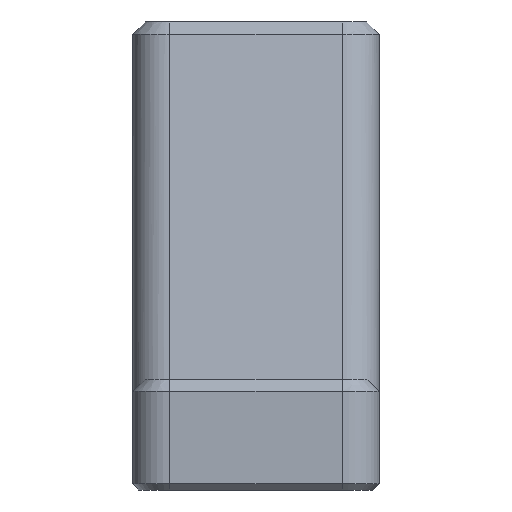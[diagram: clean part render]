
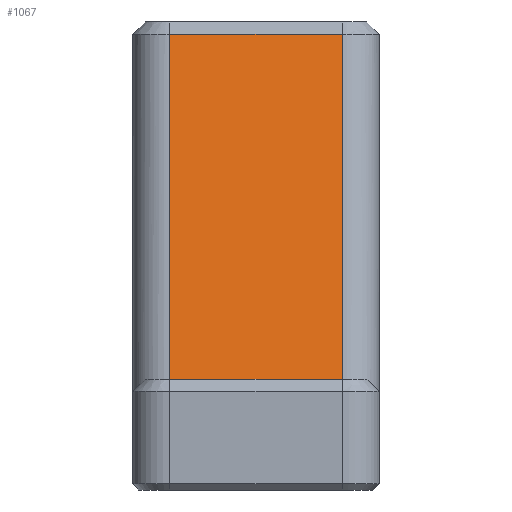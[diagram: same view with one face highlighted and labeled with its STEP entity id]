
A CAD part, left-side view. The second image highlights one B-rep face of the part: STEP entity #1067.
In plain terms, the highlighted planar face has unit normal (-0.986, 0, 0.17).
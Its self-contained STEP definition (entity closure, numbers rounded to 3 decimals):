
#77=PLANE('',#1193);
#141=FACE_OUTER_BOUND('',#212,.T.);
#212=EDGE_LOOP('',(#969,#970,#971,#972));
#306=LINE('',#1660,#398);
#327=LINE('',#1756,#419);
#355=LINE('',#1908,#447);
#356=LINE('',#1910,#448);
#398=VECTOR('',#1339,10.);
#419=VECTOR('',#1404,10.);
#447=VECTOR('',#1498,10.);
#448=VECTOR('',#1501,10.);
#498=VERTEX_POINT('',#1657);
#499=VERTEX_POINT('',#1659);
#515=VERTEX_POINT('',#1738);
#517=VERTEX_POINT('',#1752);
#607=EDGE_CURVE('',#499,#498,#306,.T.);
#641=EDGE_CURVE('',#515,#517,#327,.T.);
#686=EDGE_CURVE('',#517,#498,#355,.T.);
#687=EDGE_CURVE('',#499,#515,#356,.T.);
#969=ORIENTED_EDGE('',*,*,#641,.F.);
#970=ORIENTED_EDGE('',*,*,#687,.F.);
#971=ORIENTED_EDGE('',*,*,#607,.T.);
#972=ORIENTED_EDGE('',*,*,#686,.F.);
#1067=ADVANCED_FACE('',(#141),#77,.T.);
#1193=AXIS2_PLACEMENT_3D('',#1911,#1502,#1503);
#1339=DIRECTION('',(0.,-1.,0.));
#1404=DIRECTION('',(0.,-1.,0.));
#1498=DIRECTION('',(-0.17,0.,-0.985));
#1501=DIRECTION('',(0.17,0.,0.985));
#1502=DIRECTION('center_axis',(-0.985,0.,0.17));
#1503=DIRECTION('ref_axis',(0.17,0.,0.985));
#1657=CARTESIAN_POINT('',(35.,3.,9.));
#1659=CARTESIAN_POINT('',(35.,17.,9.));
#1660=CARTESIAN_POINT('',(35.,15.,9.));
#1738=CARTESIAN_POINT('',(39.83,17.,37.015));
#1752=CARTESIAN_POINT('',(39.83,3.,37.015));
#1756=CARTESIAN_POINT('',(39.83,12.5,37.015));
#1908=CARTESIAN_POINT('',(34.991,3.,8.95));
#1910=CARTESIAN_POINT('',(35.857,17.,13.973));
#1911=CARTESIAN_POINT('Origin',(37.5,15.,23.5));
